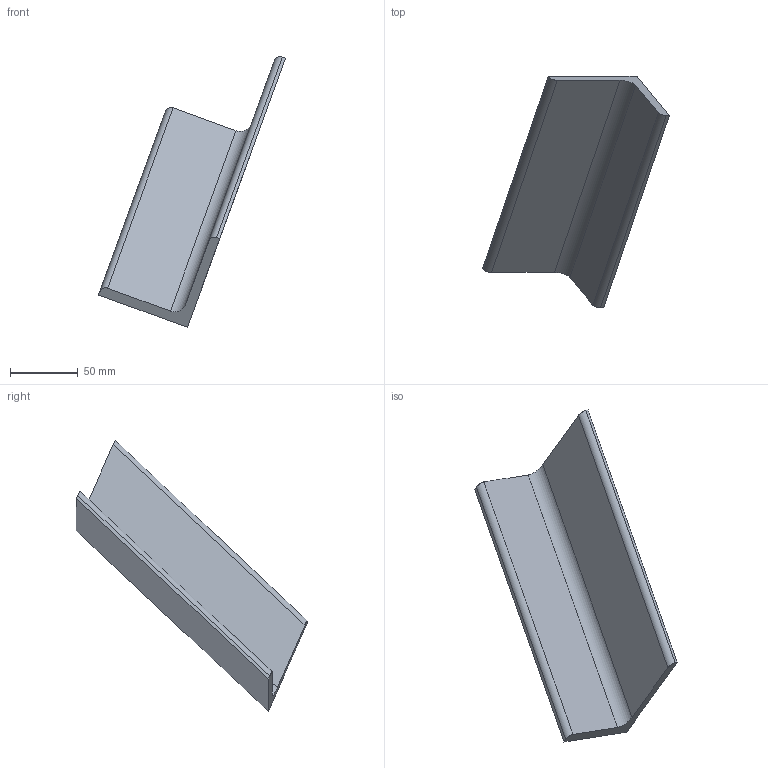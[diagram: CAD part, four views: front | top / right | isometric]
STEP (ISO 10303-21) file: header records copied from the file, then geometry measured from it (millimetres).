
FILE_DESCRIPTION(('CoCreate Modeling STEP Export'),'2;1');
FILE_NAME('b28.stp','2011-05-24T 9:53:14',(''),(''),'CoCreate Modeling STEP processor for AP214 (Solid Model)','CoCreate Modeling 18.0P1120 20-Nov-2010 (C) Parametric Technology GmbH','');
FILE_SCHEMA(('AUTOMOTIVE_DESIGN { 1 0 10303 214 1 1 1 1 }'));
Length unit declared in the file: millimetre
Products named in the file (2): 5093127.PRT
Assembly tree (1 placements, depth 2):
  5093127.PRT
    5093127.PRT
Bounding box: 138.34 x 171.11 x 200.48 mm (x, y, z)
Volume: 188878 mm3; surface area: 56761.4 mm2
Topology: 1 solids, 1 shells, 11 faces, 27 edges, 18 vertices
Faces by surface type: plane 8, cylinder 3
Entity records: 377 total; most frequent: CARTESIAN_POINT 66, DIRECTION 57, ORIENTED_EDGE 54, EDGE_CURVE 27, VECTOR 21, LINE 21, AXIS2_PLACEMENT_3D 18, VERTEX_POINT 18
